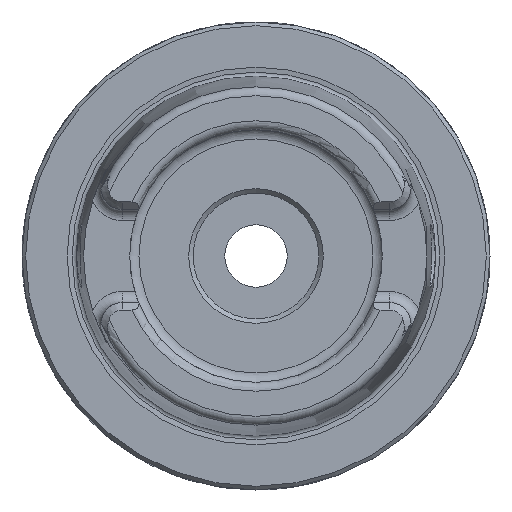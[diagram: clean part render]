
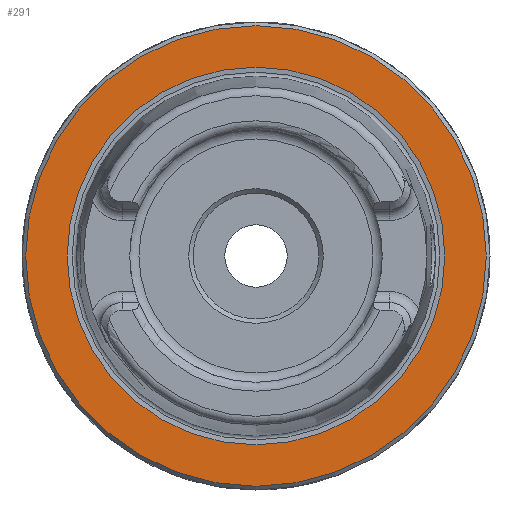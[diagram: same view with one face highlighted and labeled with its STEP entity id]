
A CAD part, left-side view. The second image highlights one B-rep face of the part: STEP entity #291.
In plain terms, the highlighted planar face has unit normal (-1, 0, 0).
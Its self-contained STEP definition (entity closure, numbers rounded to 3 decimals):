
#291 = ADVANCED_FACE( '', ( #672, #673 ), #674, .T. );
#672 = FACE_OUTER_BOUND( '', #1133, .T. );
#673 = FACE_BOUND( '', #1134, .T. );
#674 = PLANE( '', #1135 );
#1133 = EDGE_LOOP( '', ( #1918 ) );
#1134 = EDGE_LOOP( '', ( #1919 ) );
#1135 = AXIS2_PLACEMENT_3D( '', #1920, #1921, #1922 );
#1918 = ORIENTED_EDGE( '', *, *, #2659, .T. );
#1919 = ORIENTED_EDGE( '', *, *, #2718, .F. );
#1920 = CARTESIAN_POINT( '', ( 0., 0., 31. ) );
#1921 = DIRECTION( '', ( -1., 0., 0. ) );
#1922 = DIRECTION( '', ( 0., 0., 1. ) );
#2659 = EDGE_CURVE( '', #3214, #3214, #3215, .T. );
#2718 = EDGE_CURVE( '', #3307, #3307, #3308, .T. );
#3214 = VERTEX_POINT( '', #4544 );
#3215 = CIRCLE( '', #4545, 31. );
#3307 = VERTEX_POINT( '', #4799 );
#3308 = CIRCLE( '', #4800, 25.418 );
#4544 = CARTESIAN_POINT( '', ( 0., 0., 31. ) );
#4545 = AXIS2_PLACEMENT_3D( '', #5744, #5745, #5746 );
#4799 = CARTESIAN_POINT( '', ( 0., 0., 25.418 ) );
#4800 = AXIS2_PLACEMENT_3D( '', #5820, #5821, #5822 );
#5744 = CARTESIAN_POINT( '', ( 0., 0., 0. ) );
#5745 = DIRECTION( '', ( -1., 0., 0. ) );
#5746 = DIRECTION( '', ( 0., 0., 1. ) );
#5820 = CARTESIAN_POINT( '', ( 0., 0., 0. ) );
#5821 = DIRECTION( '', ( -1., 0., 0. ) );
#5822 = DIRECTION( '', ( 0., 0., 1. ) );
